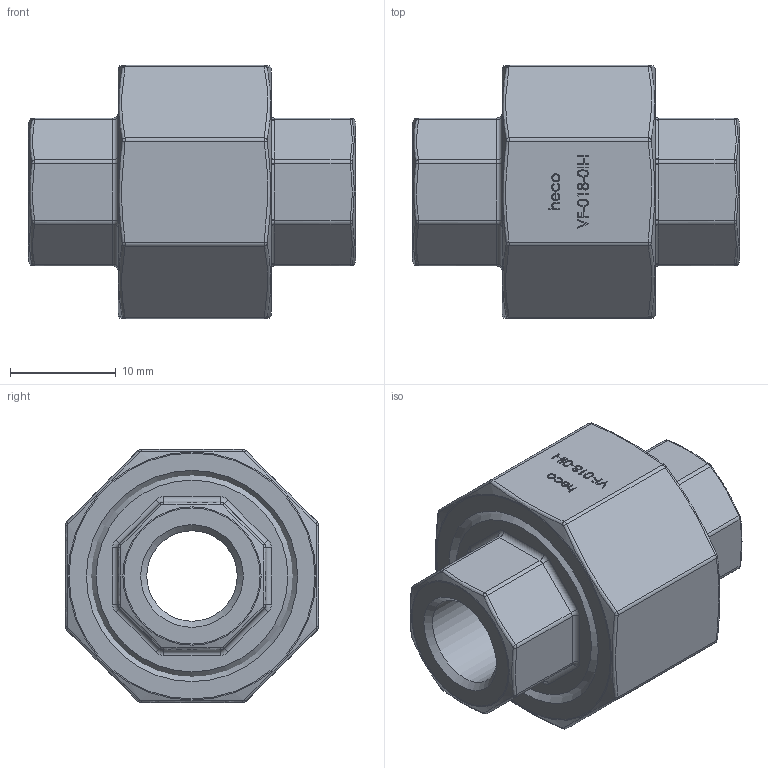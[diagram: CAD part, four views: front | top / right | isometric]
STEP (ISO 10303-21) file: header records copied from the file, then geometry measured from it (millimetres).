
FILE_DESCRIPTION (( 'STEP AP214' ), '1' );
FILE_NAME ('VF-018-0II-I Verschraubung flach 2201.STEP', '2022-01-26T12:45:50', ( '' ), ( '' ), 'SwSTEP 2.0', 'SolidWorks 2019', '' );
FILE_SCHEMA (( 'AUTOMOTIVE_DESIGN' ));
Length unit declared in the file: millimetre
Products named in the file (1): VF-018-0II-I Verschraubung flach 2201
Bounding box: 31 x 24 x 24 mm (x, y, z)
Volume: 7687.3 mm3; surface area: 6022.2 mm2
Topology: 4 solids, 4 shells, 378 faces, 917 edges, 574 vertices
Faces by surface type: bspline 158, plane 127, cylinder 59, torus 23, cone 11
Full cylindrical faces by diameter (mm): 8.566 x2, 10.5 x2, 11 x1, 15.5 x1, 15.7 x1, 18 x2, 18.38 x1, 20 x1
Entity records: 20119 total; most frequent: CARTESIAN_POINT 8381, ORIENTED_EDGE 1738, DIRECTION 1154, EDGE_CURVE 869, VERTEX_POINT 563, EDGE_LOOP 450, AXIS2_PLACEMENT_3D 412, FACE_OUTER_BOUND 404
